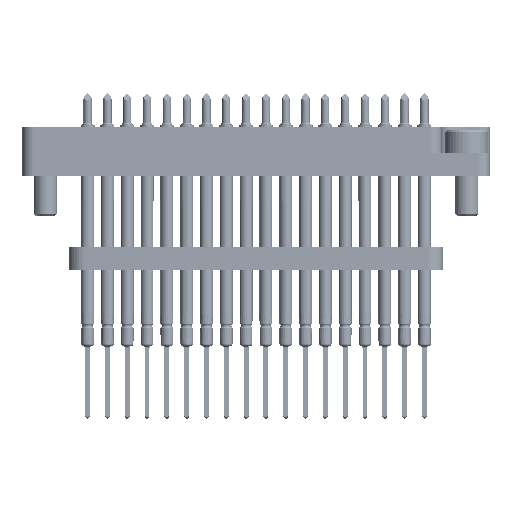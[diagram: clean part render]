
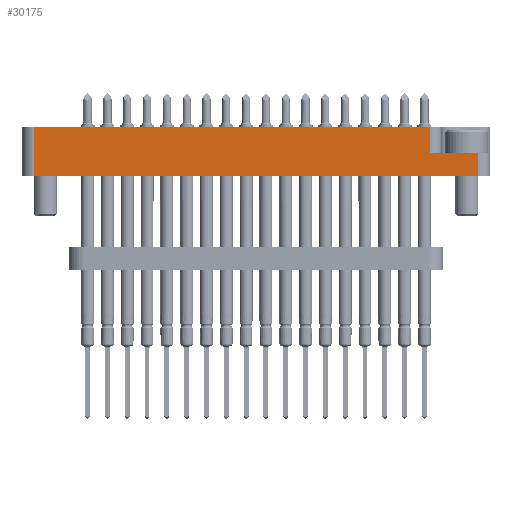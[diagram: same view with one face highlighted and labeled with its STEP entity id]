
A CAD part, left-side view. The second image highlights one B-rep face of the part: STEP entity #30175.
In plain terms, the highlighted face is planar.
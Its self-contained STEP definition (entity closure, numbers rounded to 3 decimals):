
#6623 = EDGE_CURVE ( 'NONE', #16155, #42420, #53419, .T. ) ;
#7477 = PLANE ( 'NONE',  #58390 ) ;
#7562 = CARTESIAN_POINT ( 'NONE',  ( 30., 0., 14.35 ) ) ;
#8756 = VECTOR ( 'NONE', #55378, 1000. ) ;
#13654 = CARTESIAN_POINT ( 'NONE',  ( 28.5, 0., 14.35 ) ) ;
#14178 = EDGE_LOOP ( 'NONE', ( #47207, #66009, #59859, #25284, #66163, #42150 ) ) ;
#16155 = VERTEX_POINT ( 'NONE', #56454 ) ;
#20227 = CARTESIAN_POINT ( 'NONE',  ( -28.5, 0., 14.35 ) ) ;
#24694 = CARTESIAN_POINT ( 'NONE',  ( 28.5, 2.95, 14.35 ) ) ;
#24920 = DIRECTION ( 'NONE',  ( -1., 0., 0. ) ) ;
#25284 = ORIENTED_EDGE ( 'NONE', *, *, #52396, .T. ) ;
#28860 = VERTEX_POINT ( 'NONE', #70491 ) ;
#28964 = LINE ( 'NONE', #34106, #36721 ) ;
#29978 = DIRECTION ( 'NONE',  ( 0., 0., -1. ) ) ;
#30175 = ADVANCED_FACE ( 'NONE', ( #64229 ), #7477, .F. ) ;
#31517 = LINE ( 'NONE', #43984, #8756 ) ;
#32051 = CARTESIAN_POINT ( 'NONE',  ( 22.25, 0., 14.35 ) ) ;
#32637 = CARTESIAN_POINT ( 'NONE',  ( 22.25, 6.35, 14.35 ) ) ;
#33006 = VECTOR ( 'NONE', #70424, 1000. ) ;
#33007 = EDGE_CURVE ( 'NONE', #28860, #42420, #60127, .T. ) ;
#34013 = VECTOR ( 'NONE', #35312, 1000. ) ;
#34106 = CARTESIAN_POINT ( 'NONE',  ( -28.5, 0., 14.35 ) ) ;
#35312 = DIRECTION ( 'NONE',  ( 0., 1., 0. ) ) ;
#36721 = VECTOR ( 'NONE', #66937, 1000. ) ;
#38342 = CARTESIAN_POINT ( 'NONE',  ( 28.5, 2.95, 14.35 ) ) ;
#41228 = LINE ( 'NONE', #24694, #34013 ) ;
#41457 = LINE ( 'NONE', #7562, #50459 ) ;
#41833 = EDGE_CURVE ( 'NONE', #16155, #52111, #31517, .T. ) ;
#42150 = ORIENTED_EDGE ( 'NONE', *, *, #6623, .T. ) ;
#42420 = VERTEX_POINT ( 'NONE', #32637 ) ;
#43984 = CARTESIAN_POINT ( 'NONE',  ( 30., 2.95, 14.35 ) ) ;
#47207 = ORIENTED_EDGE ( 'NONE', *, *, #33007, .F. ) ;
#49477 = CARTESIAN_POINT ( 'NONE',  ( -30., 6.35, 14.35 ) ) ;
#50459 = VECTOR ( 'NONE', #24920, 1000. ) ;
#52111 = VERTEX_POINT ( 'NONE', #38342 ) ;
#52297 = EDGE_CURVE ( 'NONE', #28860, #69529, #28964, .T. ) ;
#52396 = EDGE_CURVE ( 'NONE', #53812, #52111, #41228, .T. ) ;
#53155 = CARTESIAN_POINT ( 'NONE',  ( -30., 0., 14.35 ) ) ;
#53419 = LINE ( 'NONE', #32051, #33006 ) ;
#53812 = VERTEX_POINT ( 'NONE', #13654 ) ;
#55378 = DIRECTION ( 'NONE',  ( 1., 0., 0. ) ) ;
#56454 = CARTESIAN_POINT ( 'NONE',  ( 22.25, 2.95, 14.35 ) ) ;
#58390 = AXIS2_PLACEMENT_3D ( 'NONE', #53155, #29978, #63843 ) ;
#59859 = ORIENTED_EDGE ( 'NONE', *, *, #62445, .F. ) ;
#60127 = LINE ( 'NONE', #49477, #61910 ) ;
#61910 = VECTOR ( 'NONE', #71961, 1000. ) ;
#62445 = EDGE_CURVE ( 'NONE', #53812, #69529, #41457, .T. ) ;
#63843 = DIRECTION ( 'NONE',  ( -1., 0., 0. ) ) ;
#64229 = FACE_OUTER_BOUND ( 'NONE', #14178, .T. ) ;
#66009 = ORIENTED_EDGE ( 'NONE', *, *, #52297, .T. ) ;
#66163 = ORIENTED_EDGE ( 'NONE', *, *, #41833, .F. ) ;
#66937 = DIRECTION ( 'NONE',  ( 0., -1., 0. ) ) ;
#69529 = VERTEX_POINT ( 'NONE', #20227 ) ;
#70424 = DIRECTION ( 'NONE',  ( 0., 1., 0. ) ) ;
#70491 = CARTESIAN_POINT ( 'NONE',  ( -28.5, 6.35, 14.35 ) ) ;
#71961 = DIRECTION ( 'NONE',  ( 1., 0., 0. ) ) ;
